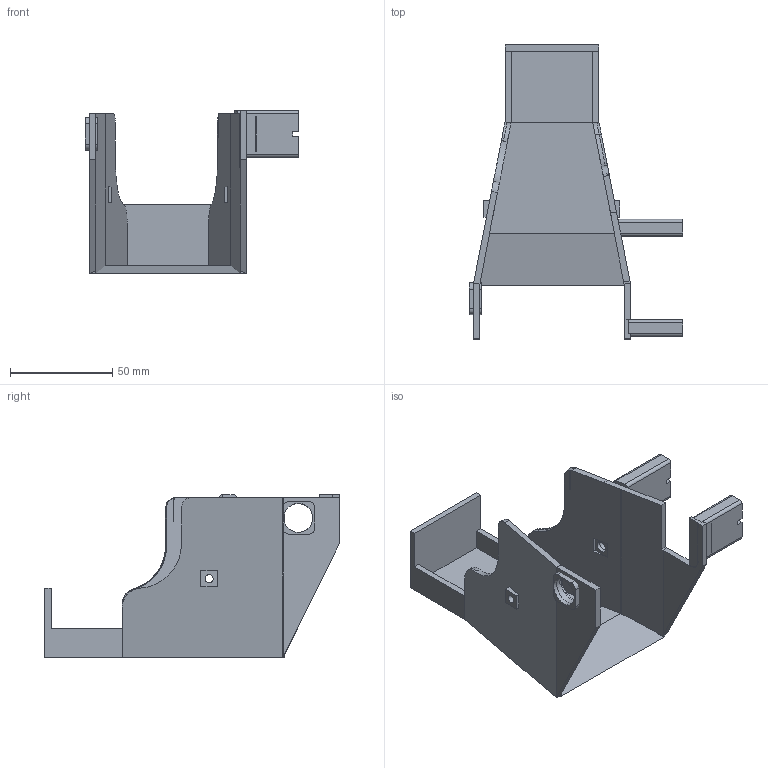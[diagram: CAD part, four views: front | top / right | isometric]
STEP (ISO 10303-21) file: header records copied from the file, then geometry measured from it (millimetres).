
FILE_DESCRIPTION(/* description */ (''),/* implementation_level */ '2;1');
FILE_NAME(/* name */ 'intake box v4.step',/* time_stamp */ '2025-03-29T23:09:03-07:00',/* author */ (''),/* organization */ (''),/* preprocessor_version */ 'ST-DEVELOPER v20.1',/* originating_system */ 'Autodesk Translation Framework v14.4.0.0',/* authorisation */ '');
FILE_SCHEMA (('AUTOMOTIVE_DESIGN { 1 0 10303 214 3 1 1 }'));
Length unit declared in the file: millimetre
Products named in the file (1): 13190 Intake Box V2
Bounding box: 104.6 x 144.03 x 79.8 mm (x, y, z)
Volume: 74252.5 mm3; surface area: 52942 mm2
Topology: 9 solids, 9 shells, 164 faces, 425 edges, 284 vertices
Faces by surface type: plane 124, cylinder 25, bspline 15
Full cylindrical faces by diameter (mm): 3.977 x1, 4.5 x4, 14.2 x2
Entity records: 5297 total; most frequent: CARTESIAN_POINT 1208, ORIENTED_EDGE 850, DIRECTION 807, EDGE_CURVE 425, LINE 325, VECTOR 325, VERTEX_POINT 284, AXIS2_PLACEMENT_3D 241
